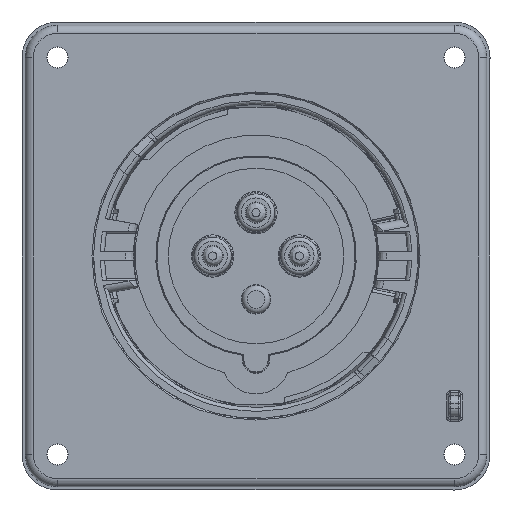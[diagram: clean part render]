
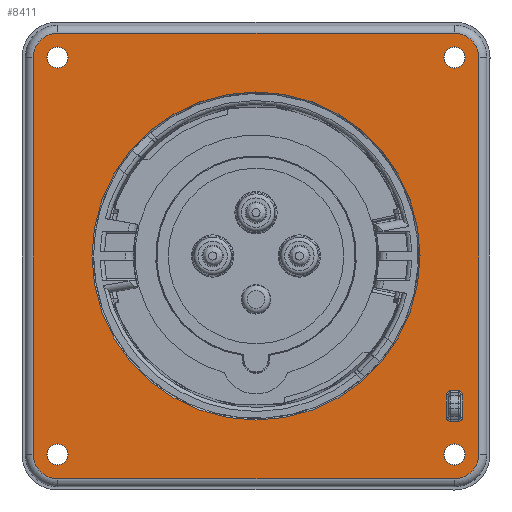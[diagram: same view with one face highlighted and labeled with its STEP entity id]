
A CAD part, front view. The second image highlights one B-rep face of the part: STEP entity #8411.
In plain terms, the highlighted planar face has unit normal (0, -1, 0).
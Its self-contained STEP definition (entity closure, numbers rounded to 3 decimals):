
#1485=FACE_BOUND('',#12201,.T.);
#1486=FACE_BOUND('',#12202,.T.);
#1487=FACE_BOUND('',#12203,.T.);
#1488=FACE_BOUND('',#12204,.T.);
#1489=FACE_BOUND('',#12205,.T.);
#1490=FACE_BOUND('',#12206,.T.);
#1491=FACE_BOUND('',#12207,.T.);
#1709=ELLIPSE('',#32313,1.015,1.);
#1710=ELLIPSE('',#32314,1.015,1.);
#1711=ELLIPSE('',#32315,1.015,1.);
#1712=ELLIPSE('',#32316,1.015,1.);
#2327=PLANE('',#32318);
#3440=LINE('',#56509,#5402);
#3442=LINE('',#56521,#5404);
#3444=LINE('',#56533,#5406);
#3446=LINE('',#56545,#5408);
#3787=LINE('',#58439,#5749);
#3788=LINE('',#58443,#5750);
#3789=LINE('',#58447,#5751);
#3790=LINE('',#58451,#5752);
#5402=VECTOR('',#36794,1.);
#5404=VECTOR('',#36808,1.);
#5406=VECTOR('',#36822,1.);
#5408=VECTOR('',#36836,1.);
#5749=VECTOR('',#38191,1.);
#5750=VECTOR('',#38194,1.);
#5751=VECTOR('',#38197,1.);
#5752=VECTOR('',#38200,1.);
#8411=ADVANCED_FACE('',(#1485,#1486,#1487,#1488,#1489,#1490,#1491),#2327,
 .T.);
#12201=EDGE_LOOP('',(#17862));
#12202=EDGE_LOOP('',(#17863));
#12203=EDGE_LOOP('',(#17864));
#12204=EDGE_LOOP('',(#17865));
#12205=EDGE_LOOP('',(#17866,#17867,#17868,#17869,#17870,#17871,#17872,#17873));
#12206=EDGE_LOOP('',(#17874,#17875,#17876,#17877,#17878,#17879,#17880,#17881));
#12207=EDGE_LOOP('',(#17882));
#17862=ORIENTED_EDGE('',*,*,#27353,.F.);
#17863=ORIENTED_EDGE('',*,*,#27354,.F.);
#17864=ORIENTED_EDGE('',*,*,#27355,.F.);
#17865=ORIENTED_EDGE('',*,*,#27356,.F.);
#17866=ORIENTED_EDGE('',*,*,#26717,.T.);
#17867=ORIENTED_EDGE('',*,*,#26737,.F.);
#17868=ORIENTED_EDGE('',*,*,#26735,.T.);
#17869=ORIENTED_EDGE('',*,*,#26732,.T.);
#17870=ORIENTED_EDGE('',*,*,#26729,.T.);
#17871=ORIENTED_EDGE('',*,*,#26726,.T.);
#17872=ORIENTED_EDGE('',*,*,#26723,.T.);
#17873=ORIENTED_EDGE('',*,*,#26720,.T.);
#17874=ORIENTED_EDGE('',*,*,#27357,.T.);
#17875=ORIENTED_EDGE('',*,*,#27358,.T.);
#17876=ORIENTED_EDGE('',*,*,#27359,.F.);
#17877=ORIENTED_EDGE('',*,*,#27360,.F.);
#17878=ORIENTED_EDGE('',*,*,#27361,.F.);
#17879=ORIENTED_EDGE('',*,*,#27362,.F.);
#17880=ORIENTED_EDGE('',*,*,#27363,.T.);
#17881=ORIENTED_EDGE('',*,*,#27364,.F.);
#17882=ORIENTED_EDGE('',*,*,#27365,.T.);
#23400=VERTEX_POINT('',#56508);
#23401=VERTEX_POINT('',#56510);
#23403=VERTEX_POINT('',#56516);
#23405=VERTEX_POINT('',#56522);
#23407=VERTEX_POINT('',#56528);
#23409=VERTEX_POINT('',#56534);
#23411=VERTEX_POINT('',#56540);
#23413=VERTEX_POINT('',#56546);
#23742=VERTEX_POINT('',#58429);
#23743=VERTEX_POINT('',#58431);
#23744=VERTEX_POINT('',#58433);
#23745=VERTEX_POINT('',#58435);
#23746=VERTEX_POINT('',#58437);
#23747=VERTEX_POINT('',#58438);
#23748=VERTEX_POINT('',#58440);
#23749=VERTEX_POINT('',#58442);
#23750=VERTEX_POINT('',#58444);
#23751=VERTEX_POINT('',#58446);
#23752=VERTEX_POINT('',#58448);
#23753=VERTEX_POINT('',#58450);
#23754=VERTEX_POINT('',#58453);
#26717=EDGE_CURVE('',#23401,#23400,#3440,.T.);
#26720=EDGE_CURVE('',#23403,#23401,#29826,.T.);
#26723=EDGE_CURVE('',#23405,#23403,#3442,.T.);
#26726=EDGE_CURVE('',#23407,#23405,#29830,.T.);
#26729=EDGE_CURVE('',#23409,#23407,#3444,.T.);
#26732=EDGE_CURVE('',#23411,#23409,#29834,.T.);
#26735=EDGE_CURVE('',#23413,#23411,#3446,.T.);
#26737=EDGE_CURVE('',#23413,#23400,#29837,.T.);
#27353=EDGE_CURVE('',#23742,#23742,#30027,.T.);
#27354=EDGE_CURVE('',#23743,#23743,#30028,.T.);
#27355=EDGE_CURVE('',#23744,#23744,#30029,.T.);
#27356=EDGE_CURVE('',#23745,#23745,#30030,.T.);
#27357=EDGE_CURVE('',#23746,#23747,#1709,.T.);
#27358=EDGE_CURVE('',#23747,#23748,#3787,.T.);
#27359=EDGE_CURVE('',#23749,#23748,#1710,.T.);
#27360=EDGE_CURVE('',#23750,#23749,#3788,.T.);
#27361=EDGE_CURVE('',#23751,#23750,#1711,.T.);
#27362=EDGE_CURVE('',#23752,#23751,#3789,.T.);
#27363=EDGE_CURVE('',#23752,#23753,#1712,.T.);
#27364=EDGE_CURVE('',#23746,#23753,#3790,.T.);
#27365=EDGE_CURVE('',#23754,#23754,#30031,.T.);
#29826=CIRCLE('',#31792,6.);
#29830=CIRCLE('',#31798,6.);
#29834=CIRCLE('',#31804,6.);
#29837=CIRCLE('',#31809,6.);
#30027=CIRCLE('',#32309,2.642);
#30028=CIRCLE('',#32310,2.642);
#30029=CIRCLE('',#32311,2.642);
#30030=CIRCLE('',#32312,2.642);
#30031=CIRCLE('',#32317,40.65);
#31792=AXIS2_PLACEMENT_3D('',#56515,#36801,#36802);
#31798=AXIS2_PLACEMENT_3D('',#56527,#36815,#36816);
#31804=AXIS2_PLACEMENT_3D('',#56539,#36829,#36830);
#31809=AXIS2_PLACEMENT_3D('',#56549,#36841,#36842);
#32309=AXIS2_PLACEMENT_3D('',#58428,#38181,#38182);
#32310=AXIS2_PLACEMENT_3D('',#58430,#38183,#38184);
#32311=AXIS2_PLACEMENT_3D('',#58432,#38185,#38186);
#32312=AXIS2_PLACEMENT_3D('',#58434,#38187,#38188);
#32313=AXIS2_PLACEMENT_3D('',#58436,#38189,#38190);
#32314=AXIS2_PLACEMENT_3D('',#58441,#38192,#38193);
#32315=AXIS2_PLACEMENT_3D('',#58445,#38195,#38196);
#32316=AXIS2_PLACEMENT_3D('',#58449,#38198,#38199);
#32317=AXIS2_PLACEMENT_3D('',#58452,#38201,#38202);
#32318=AXIS2_PLACEMENT_3D('',#58454,#38203,#38204);
#36794=DIRECTION('',(-1.,0.,0.));
#36801=DIRECTION('',(0.,-1.,0.));
#36802=DIRECTION('',(0.,0.,1.));
#36808=DIRECTION('',(0.,0.,1.));
#36815=DIRECTION('',(0.,-1.,0.));
#36816=DIRECTION('',(0.,0.,1.));
#36822=DIRECTION('',(1.,0.,0.));
#36829=DIRECTION('',(0.,-1.,0.));
#36830=DIRECTION('',(0.,0.,1.));
#36836=DIRECTION('',(0.,0.,-1.));
#36841=DIRECTION('',(0.,1.,0.));
#36842=DIRECTION('',(0.,0.,1.));
#38181=DIRECTION('',(0.,-1.,0.));
#38182=DIRECTION('',(0.,0.,1.));
#38183=DIRECTION('',(0.,-1.,0.));
#38184=DIRECTION('',(0.,0.,1.));
#38185=DIRECTION('',(0.,-1.,0.));
#38186=DIRECTION('',(0.,0.,1.));
#38187=DIRECTION('',(0.,-1.,0.));
#38188=DIRECTION('',(0.,0.,1.));
#38189=DIRECTION('',(0.,1.,0.));
#38190=DIRECTION('',(-0.049,0.,0.999));
#38191=DIRECTION('',(-1.,0.,0.));
#38192=DIRECTION('',(0.,-1.,0.));
#38193=DIRECTION('',(-0.049,0.,-0.999));
#38194=DIRECTION('',(0.,0.,-1.));
#38195=DIRECTION('',(0.,-1.,0.));
#38196=DIRECTION('',(0.049,0.,-0.999));
#38197=DIRECTION('',(-1.,0.,0.));
#38198=DIRECTION('',(0.,1.,0.));
#38199=DIRECTION('',(-0.049,0.,-0.999));
#38200=DIRECTION('',(0.,0.,1.));
#38201=DIRECTION('',(0.,1.,0.));
#38202=DIRECTION('',(0.,0.,1.));
#38203=DIRECTION('',(0.,-1.,0.));
#38204=DIRECTION('',(0.,0.,1.));
#56508=CARTESIAN_POINT('',(-49.2,33.6,55.2));
#56509=CARTESIAN_POINT('',(55.2,33.6,55.2));
#56510=CARTESIAN_POINT('',(49.2,33.6,55.2));
#56515=CARTESIAN_POINT('',(49.2,33.6,49.2));
#56516=CARTESIAN_POINT('',(55.2,33.6,49.2));
#56521=CARTESIAN_POINT('',(55.2,33.6,-55.2));
#56522=CARTESIAN_POINT('',(55.2,33.6,-49.2));
#56527=CARTESIAN_POINT('',(49.2,33.6,-49.2));
#56528=CARTESIAN_POINT('',(49.2,33.6,-55.2));
#56533=CARTESIAN_POINT('',(55.2,33.6,-55.2));
#56534=CARTESIAN_POINT('',(-49.2,33.6,-55.2));
#56539=CARTESIAN_POINT('',(-49.2,33.6,-49.2));
#56540=CARTESIAN_POINT('',(-55.2,33.6,-49.2));
#56545=CARTESIAN_POINT('',(-55.2,33.6,-55.2));
#56546=CARTESIAN_POINT('',(-55.2,33.6,49.2));
#56549=CARTESIAN_POINT('',(-49.2,33.6,49.2));
#58428=CARTESIAN_POINT('',(49.2,33.6,49.2));
#58429=CARTESIAN_POINT('',(49.2,33.6,51.842));
#58430=CARTESIAN_POINT('',(49.2,33.6,-49.2));
#58431=CARTESIAN_POINT('',(49.2,33.6,-46.558));
#58432=CARTESIAN_POINT('',(-49.2,33.6,49.2));
#58433=CARTESIAN_POINT('',(-49.2,33.6,51.842));
#58434=CARTESIAN_POINT('',(-49.2,33.6,-49.2));
#58435=CARTESIAN_POINT('',(-49.2,33.6,-46.558));
#58436=CARTESIAN_POINT('',(50.19,33.6,-39.966));
#58437=CARTESIAN_POINT('',(51.19,33.6,-39.967));
#58438=CARTESIAN_POINT('',(50.191,33.6,-40.981));
#58439=CARTESIAN_POINT('',(50.191,33.6,-40.981));
#58440=CARTESIAN_POINT('',(48.209,33.6,-40.981));
#58441=CARTESIAN_POINT('',(48.21,33.6,-39.966));
#58442=CARTESIAN_POINT('',(47.21,33.6,-39.967));
#58443=CARTESIAN_POINT('',(47.21,33.6,-34.433));
#58444=CARTESIAN_POINT('',(47.21,33.6,-34.433));
#58445=CARTESIAN_POINT('',(48.21,33.6,-34.434));
#58446=CARTESIAN_POINT('',(48.209,33.6,-33.419));
#58447=CARTESIAN_POINT('',(50.191,33.6,-33.419));
#58448=CARTESIAN_POINT('',(50.191,33.6,-33.419));
#58449=CARTESIAN_POINT('',(50.19,33.6,-34.434));
#58450=CARTESIAN_POINT('',(51.19,33.6,-34.433));
#58451=CARTESIAN_POINT('',(51.19,33.6,-39.967));
#58452=CARTESIAN_POINT('',(0.,33.6,0.));
#58453=CARTESIAN_POINT('',(0.,33.6,40.65));
#58454=CARTESIAN_POINT('',(55.2,33.6,-55.2));
